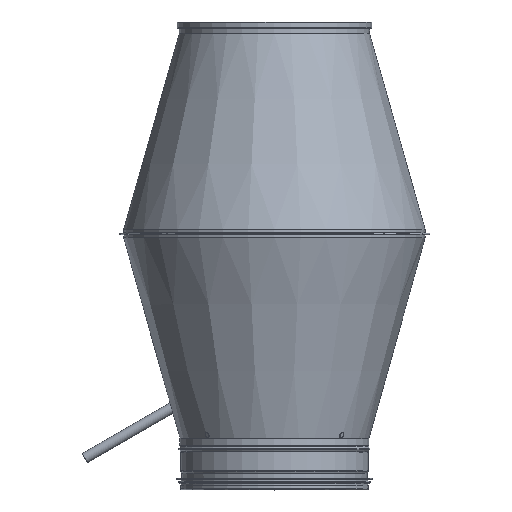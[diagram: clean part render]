
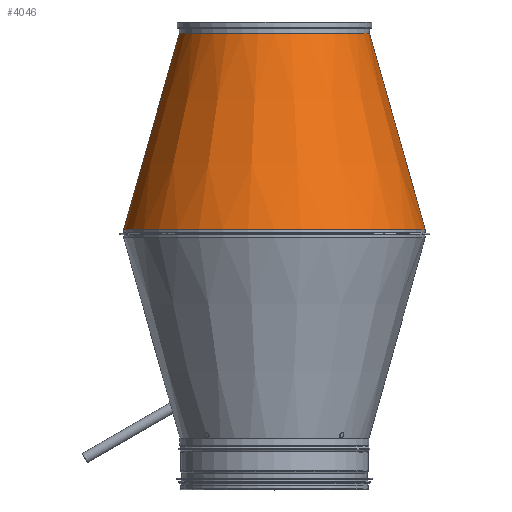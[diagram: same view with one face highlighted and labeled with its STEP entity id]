
A CAD part, top view. The second image highlights one B-rep face of the part: STEP entity #4046.
In plain terms, the highlighted conical face has half-angle 15.836 degrees and reference radius 125.873 mm.
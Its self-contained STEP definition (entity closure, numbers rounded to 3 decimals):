
#421=CIRCLE('',#4396,125.873);
#422=CIRCLE('',#4398,199.554);
#643=LINE('',#6868,#903);
#668=LINE('',#6943,#928);
#903=VECTOR('',#4986,270.007);
#928=VECTOR('',#5059,270.007);
#1124=CONICAL_SURFACE('',#4397,125.873,15.836);
#1239=FACE_OUTER_BOUND('',#1506,.T.);
#1506=EDGE_LOOP('',(#2971,#2972,#2973,#2974));
#1815=VERTEX_POINT('',#6861);
#1817=VERTEX_POINT('',#6867);
#1841=VERTEX_POINT('',#6936);
#1843=VERTEX_POINT('',#6942);
#2177=EDGE_CURVE('',#1817,#1815,#643,.T.);
#2214=EDGE_CURVE('',#1841,#1843,#668,.T.);
#2257=EDGE_CURVE('',#1841,#1817,#421,.T.);
#2258=EDGE_CURVE('',#1843,#1815,#422,.T.);
#2971=ORIENTED_EDGE('',*,*,#2177,.T.);
#2972=ORIENTED_EDGE('',*,*,#2258,.F.);
#2973=ORIENTED_EDGE('',*,*,#2214,.F.);
#2974=ORIENTED_EDGE('',*,*,#2257,.T.);
#4046=ADVANCED_FACE('',(#1239),#1124,.T.);
#4396=AXIS2_PLACEMENT_3D('',#7026,#5177,#5178);
#4397=AXIS2_PLACEMENT_3D('',#7027,#5179,#5180);
#4398=AXIS2_PLACEMENT_3D('',#7028,#5181,#5182);
#4986=DIRECTION('',(0.273,0.962,0.));
#5059=DIRECTION('',(0.273,0.962,0.));
#5177=DIRECTION('center_axis',(0.,1.,0.));
#5178=DIRECTION('ref_axis',(1.,0.,0.));
#5179=DIRECTION('center_axis',(0.,1.,0.));
#5180=DIRECTION('ref_axis',(1.,0.,0.));
#5181=DIRECTION('center_axis',(0.,1.,0.));
#5182=DIRECTION('ref_axis',(1.,0.,0.));
#6861=CARTESIAN_POINT('',(199.554,274.756,0.003));
#6867=CARTESIAN_POINT('',(125.873,14.997,0.002));
#6868=CARTESIAN_POINT('',(125.873,14.997,0.002));
#6936=CARTESIAN_POINT('',(125.873,14.997,0.));
#6942=CARTESIAN_POINT('',(199.554,274.756,0.));
#6943=CARTESIAN_POINT('',(125.873,14.997,0.));
#7026=CARTESIAN_POINT('Origin',(0.,14.997,
0.));
#7027=CARTESIAN_POINT('Origin',(0.,14.997,
0.));
#7028=CARTESIAN_POINT('Origin',(0.,274.756,0.));
